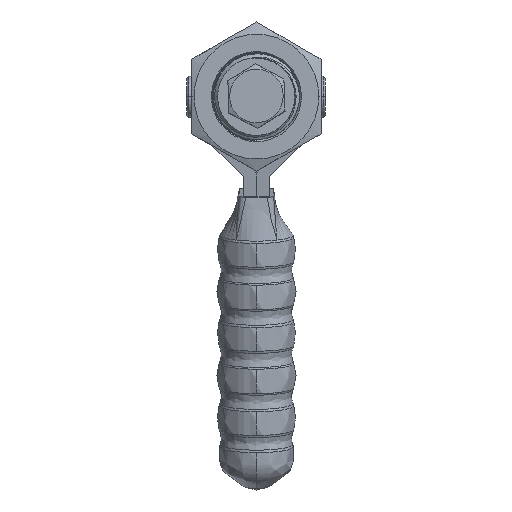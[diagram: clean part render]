
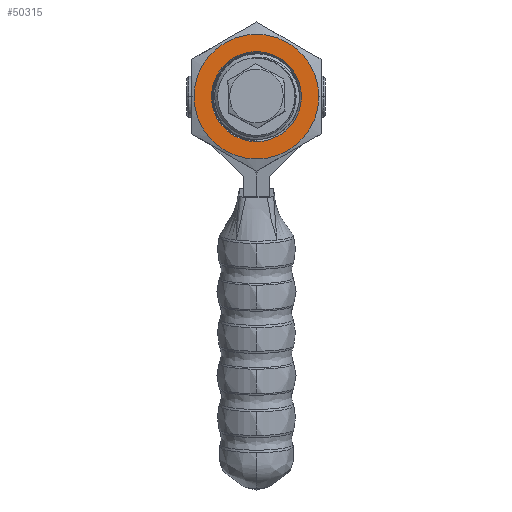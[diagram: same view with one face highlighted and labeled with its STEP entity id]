
A CAD part, top view. The second image highlights one B-rep face of the part: STEP entity #50315.
In plain terms, the highlighted planar face has unit normal (0, 0, 1).
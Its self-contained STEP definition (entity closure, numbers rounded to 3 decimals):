
#22249 = FACE_BOUND ( 'NONE', #43075, .T. ) ;
#22255 = FACE_OUTER_BOUND ( 'NONE', #43047, .T. ) ;
#24835 = CARTESIAN_POINT ( 'NONE',  ( 14.479, 0., 6.5 ) ) ;
#24838 = CARTESIAN_POINT ( 'NONE',  ( 0., -10.45, 6.5 ) ) ;
#24854 = CARTESIAN_POINT ( 'NONE',  ( -14.479, 0., 6.5 ) ) ;
#24864 = CARTESIAN_POINT ( 'NONE',  ( 0., 10.45, 6.5 ) ) ;
#32829 = AXIS2_PLACEMENT_3D ( 'NONE', #54783, #54788, #54789 ) ;
#35803 = EDGE_CURVE ( 'NONE', #45888, #45833, #46619, .T. ) ;
#35804 = EDGE_CURVE ( 'NONE', #45826, #45868, #46620, .T. ) ;
#35863 = EDGE_CURVE ( 'NONE', #45833, #45888, #46668, .T. ) ;
#35868 = EDGE_CURVE ( 'NONE', #45868, #45826, #46672, .T. ) ;
#37137 = ORIENTED_EDGE ( 'NONE', *, *, #35863, .T. ) ;
#37138 = ORIENTED_EDGE ( 'NONE', *, *, #35803, .T. ) ;
#37139 = ORIENTED_EDGE ( 'NONE', *, *, #35868, .F. ) ;
#37140 = ORIENTED_EDGE ( 'NONE', *, *, #35804, .F. ) ;
#43047 = EDGE_LOOP ( 'NONE', ( #37139, #37140 ) ) ;
#43075 = EDGE_LOOP ( 'NONE', ( #37137, #37138 ) ) ;
#45298 = AXIS2_PLACEMENT_3D ( 'NONE', #63921, #63923, #63925 ) ;
#45299 = AXIS2_PLACEMENT_3D ( 'NONE', #63931, #63933, #63935 ) ;
#45303 = AXIS2_PLACEMENT_3D ( 'NONE', #65041, #65042, #65043 ) ;
#45304 = AXIS2_PLACEMENT_3D ( 'NONE', #65063, #65064, #65065 ) ;
#45826 = VERTEX_POINT ( 'NONE', #24835 ) ;
#45833 = VERTEX_POINT ( 'NONE', #24838 ) ;
#45868 = VERTEX_POINT ( 'NONE', #24854 ) ;
#45888 = VERTEX_POINT ( 'NONE', #24864 ) ;
#46619 = CIRCLE ( 'NONE', #45298, 10.45 ) ;
#46620 = CIRCLE ( 'NONE', #45299, 14.479 ) ;
#46668 = CIRCLE ( 'NONE', #45303, 10.45 ) ;
#46672 = CIRCLE ( 'NONE', #45304, 14.479 ) ;
#50315 = ADVANCED_FACE ( 'NONE', ( #22249, #22255 ), #54786, .F. ) ;
#54783 = CARTESIAN_POINT ( 'NONE',  ( 30., 0., 6.5 ) ) ;
#54786 = PLANE ( 'NONE',  #32829 ) ;
#54788 = DIRECTION ( 'NONE',  ( 0., 0., -1. ) ) ;
#54789 = DIRECTION ( 'NONE',  ( -1., 0., 0. ) ) ;
#63921 = CARTESIAN_POINT ( 'NONE',  ( 0., 0., 6.5 ) ) ;
#63923 = DIRECTION ( 'NONE',  ( 0., 0., -1. ) ) ;
#63925 = DIRECTION ( 'NONE',  ( 0., -1., 0. ) ) ;
#63931 = CARTESIAN_POINT ( 'NONE',  ( 0., 0., 6.5 ) ) ;
#63933 = DIRECTION ( 'NONE',  ( 0., 0., -1. ) ) ;
#63935 = DIRECTION ( 'NONE',  ( -1., 0., 0. ) ) ;
#65041 = CARTESIAN_POINT ( 'NONE',  ( 0., 0., 6.5 ) ) ;
#65042 = DIRECTION ( 'NONE',  ( 0., 0., -1. ) ) ;
#65043 = DIRECTION ( 'NONE',  ( 0., -1., 0. ) ) ;
#65063 = CARTESIAN_POINT ( 'NONE',  ( 0., 0., 6.5 ) ) ;
#65064 = DIRECTION ( 'NONE',  ( 0., 0., -1. ) ) ;
#65065 = DIRECTION ( 'NONE',  ( -1., 0., 0. ) ) ;
